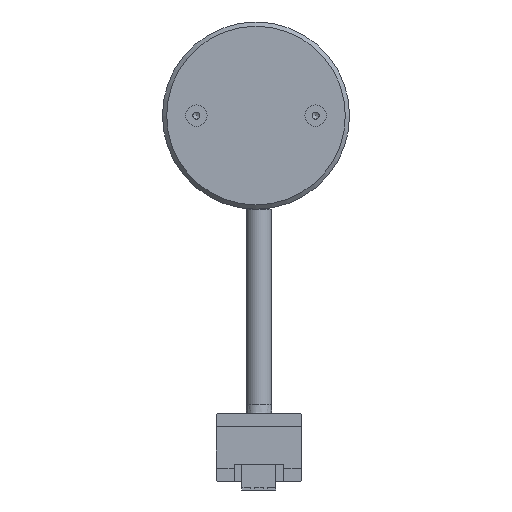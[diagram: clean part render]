
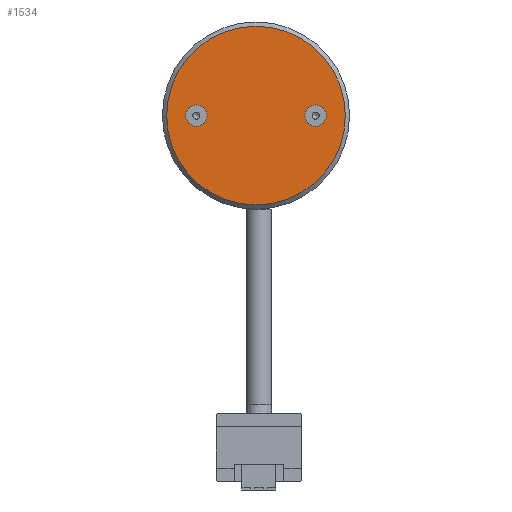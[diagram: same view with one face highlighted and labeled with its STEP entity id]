
A CAD part, front view. The second image highlights one B-rep face of the part: STEP entity #1534.
In plain terms, the highlighted planar face has unit normal (0, -1, 0).
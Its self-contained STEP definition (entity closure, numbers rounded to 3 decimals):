
#79 = DIRECTION ( 'NONE',  ( 0., 1., 0. ) ) ;
#148 = AXIS2_PLACEMENT_3D ( 'NONE', #565, #1194, #2055 ) ;
#160 = VERTEX_POINT ( 'NONE', #2744 ) ;
#264 = CARTESIAN_POINT ( 'NONE',  ( -26.627, -25.373, 59.2 ) ) ;
#376 = EDGE_LOOP ( 'NONE', ( #2439 ) ) ;
#477 = DIRECTION ( 'NONE',  ( 0., 0., -1. ) ) ;
#565 = CARTESIAN_POINT ( 'NONE',  ( -33.627, -25.373, 59.2 ) ) ;
#636 = AXIS2_PLACEMENT_3D ( 'NONE', #264, #79, #1637 ) ;
#711 = EDGE_CURVE ( 'NONE', #160, #160, #1615, .T. ) ;
#860 = AXIS2_PLACEMENT_3D ( 'NONE', #2217, #1131, #2005 ) ;
#1059 = VERTEX_POINT ( 'NONE', #1290 ) ;
#1131 = DIRECTION ( 'NONE',  ( 0., -1., 0. ) ) ;
#1194 = DIRECTION ( 'NONE',  ( 0., 1., 0. ) ) ;
#1290 = CARTESIAN_POINT ( 'NONE',  ( -33.627, -25.373, 57.95 ) ) ;
#1357 = FACE_BOUND ( 'NONE', #1911, .T. ) ;
#1392 = CIRCLE ( 'NONE', #148, 1.25 ) ;
#1501 = CIRCLE ( 'NONE', #2082, 1.25 ) ;
#1534 = ADVANCED_FACE ( 'NONE', ( #2051, #2454, #1357 ), #2711, .T. ) ;
#1615 = CIRCLE ( 'NONE', #636, 10.5 ) ;
#1637 = DIRECTION ( 'NONE',  ( -1., 0., 0. ) ) ;
#1690 = ORIENTED_EDGE ( 'NONE', *, *, #2484, .T. ) ;
#1911 = EDGE_LOOP ( 'NONE', ( #2677 ) ) ;
#1927 = EDGE_CURVE ( 'NONE', #2292, #2292, #1501, .T. ) ;
#2005 = DIRECTION ( 'NONE',  ( 1., 0., 0. ) ) ;
#2051 = FACE_OUTER_BOUND ( 'NONE', #376, .T. ) ;
#2055 = DIRECTION ( 'NONE',  ( 0., 0., -1. ) ) ;
#2078 = CARTESIAN_POINT ( 'NONE',  ( -19.627, -25.373, 57.95 ) ) ;
#2082 = AXIS2_PLACEMENT_3D ( 'NONE', #2679, #2463, #477 ) ;
#2217 = CARTESIAN_POINT ( 'NONE',  ( -26.627, -25.373, 59.2 ) ) ;
#2292 = VERTEX_POINT ( 'NONE', #2078 ) ;
#2439 = ORIENTED_EDGE ( 'NONE', *, *, #711, .F. ) ;
#2454 = FACE_BOUND ( 'NONE', #2602, .T. ) ;
#2463 = DIRECTION ( 'NONE',  ( 0., 1., 0. ) ) ;
#2484 = EDGE_CURVE ( 'NONE', #1059, #1059, #1392, .T. ) ;
#2602 = EDGE_LOOP ( 'NONE', ( #1690 ) ) ;
#2677 = ORIENTED_EDGE ( 'NONE', *, *, #1927, .T. ) ;
#2679 = CARTESIAN_POINT ( 'NONE',  ( -19.627, -25.373, 59.2 ) ) ;
#2711 = PLANE ( 'NONE',  #860 ) ;
#2744 = CARTESIAN_POINT ( 'NONE',  ( -37.127, -25.373, 59.2 ) ) ;
